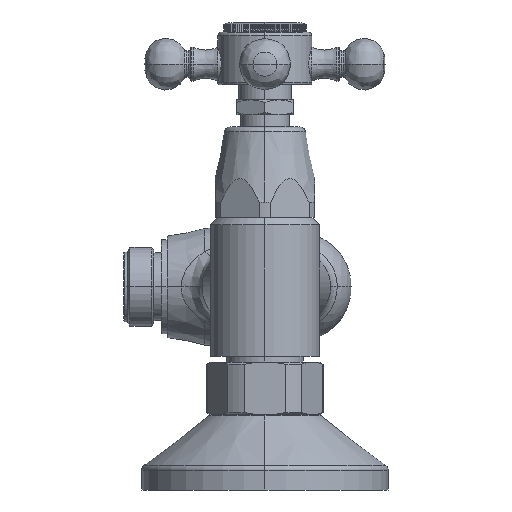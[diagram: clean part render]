
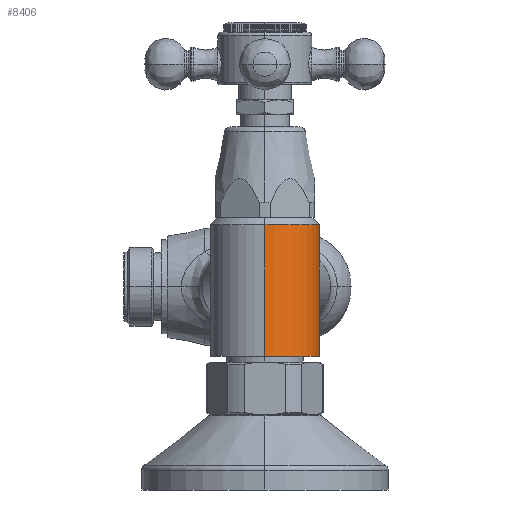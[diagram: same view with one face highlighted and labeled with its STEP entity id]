
A CAD part, left-side view. The second image highlights one B-rep face of the part: STEP entity #8406.
In plain terms, the highlighted cylindrical face has radius 14.5 mm (diameter 29 mm), a partial arc.
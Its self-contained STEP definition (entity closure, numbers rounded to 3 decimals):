
#1491=CARTESIAN_POINT('',(-79.,0.,16.5));
#1492=DIRECTION('',(0.,0.,1.));
#1493=DIRECTION('',(-1.,0.,0.));
#1494=AXIS2_PLACEMENT_3D('',#1491,#1492,#1493);
#1496=CARTESIAN_POINT('',(-79.,0.,13.));
#1497=DIRECTION('',(0.,0.,-1.));
#1498=DIRECTION('',(1.,0.,0.));
#1499=AXIS2_PLACEMENT_3D('',#1496,#1497,#1498);
#1501=CARTESIAN_POINT('',(-64.587,-1.588,
13.));
#1502=CARTESIAN_POINT('',(-64.613,-1.822,
13.));
#1503=CARTESIAN_POINT('',(-64.676,-2.292,
12.981));
#1504=CARTESIAN_POINT('',(-64.808,-3.001,
12.895));
#1505=CARTESIAN_POINT('',(-64.978,-3.715,
12.747));
#1506=CARTESIAN_POINT('',(-65.187,-4.432,
12.534));
#1507=CARTESIAN_POINT('',(-65.437,-5.148,
12.251));
#1508=CARTESIAN_POINT('',(-65.73,-5.861,
11.893));
#1509=CARTESIAN_POINT('',(-66.066,-6.571,
11.454));
#1510=CARTESIAN_POINT('',(-66.448,-7.274,
10.925));
#1511=CARTESIAN_POINT('',(-66.873,-7.962,
10.301));
#1512=CARTESIAN_POINT('',(-67.336,-8.627,
9.577));
#1513=CARTESIAN_POINT('',(-67.827,-9.253,
8.756));
#1514=CARTESIAN_POINT('',(-68.326,-9.824,
7.848));
#1515=CARTESIAN_POINT('',(-68.815,-10.328,
6.87));
#1516=CARTESIAN_POINT('',(-69.266,-10.752,
5.851));
#1517=CARTESIAN_POINT('',(-69.656,-11.091,
4.826));
#1518=CARTESIAN_POINT('',(-69.976,-11.351,
3.811));
#1519=CARTESIAN_POINT('',(-70.219,-11.54,
2.825));
#1520=CARTESIAN_POINT('',(-70.389,-11.666,
1.865));
#1521=CARTESIAN_POINT('',(-70.488,-11.739,
0.926));
#1522=CARTESIAN_POINT('',(-70.521,-11.763,
0.));
#1523=CARTESIAN_POINT('',(-70.488,-11.738,
-0.925));
#1524=CARTESIAN_POINT('',(-70.389,-11.667,
-1.863));
#1525=CARTESIAN_POINT('',(-70.22,-11.54,
-2.821));
#1526=CARTESIAN_POINT('',(-69.977,-11.352,
-3.806));
#1527=CARTESIAN_POINT('',(-69.658,-11.093,
-4.822));
#1528=CARTESIAN_POINT('',(-69.267,-10.753,
-5.849));
#1529=CARTESIAN_POINT('',(-68.816,-10.329,
-6.869));
#1530=CARTESIAN_POINT('',(-68.326,-9.823,
-7.849));
#1531=CARTESIAN_POINT('',(-67.825,-9.251,
-8.758));
#1532=CARTESIAN_POINT('',(-67.335,-8.625,
-9.58));
#1533=CARTESIAN_POINT('',(-66.872,-7.96,
-10.303));
#1534=CARTESIAN_POINT('',(-66.447,-7.273,
-10.926));
#1535=CARTESIAN_POINT('',(-66.066,-6.57,
-11.455));
#1536=CARTESIAN_POINT('',(-65.73,-5.861,
-11.893));
#1537=CARTESIAN_POINT('',(-65.437,-5.148,
-12.251));
#1538=CARTESIAN_POINT('',(-65.187,-4.432,
-12.534));
#1539=CARTESIAN_POINT('',(-64.978,-3.715,
-12.747));
#1540=CARTESIAN_POINT('',(-64.808,-3.001,
-12.895));
#1541=CARTESIAN_POINT('',(-64.676,-2.292,
-12.981));
#1542=CARTESIAN_POINT('',(-64.613,-1.822,
-13.));
#1543=CARTESIAN_POINT('',(-64.587,-1.588,
-13.));
#1545=CARTESIAN_POINT('',(-79.,0.,-13.));
#1546=DIRECTION('',(0.,0.,1.));
#1547=DIRECTION('',(0.994,-0.11,0.));
#1548=AXIS2_PLACEMENT_3D('',#1545,#1546,#1547);
#1550=DIRECTION('',(0.,0.,1.));
#1551=VECTOR('',#1550,35.);
#1552=CARTESIAN_POINT('',(-93.5,0.,-18.5));
#1553=LINE('',#1552,#1551);
#1587=DIRECTION('',(0.,0.,1.));
#1588=VECTOR('',#1587,5.5);
#1589=CARTESIAN_POINT('',(-64.5,0.,-18.5));
#1590=LINE('',#1589,#1588);
#1645=DIRECTION('',(0.,0.,1.));
#1646=VECTOR('',#1645,3.5);
#1647=CARTESIAN_POINT('',(-64.5,0.,13.));
#1648=LINE('',#1647,#1646);
#1654=CARTESIAN_POINT('',(-79.,0.,-18.5));
#1655=DIRECTION('',(0.,0.,1.));
#1656=DIRECTION('',(-1.,0.,0.));
#1657=AXIS2_PLACEMENT_3D('',#1654,#1655,#1656);
#5193=CARTESIAN_POINT('',(-64.5,0.,-18.5));
#5194=CARTESIAN_POINT('',(-93.5,0.,-18.5));
#5195=VERTEX_POINT('',#5193);
#5196=VERTEX_POINT('',#5194);
#5213=CARTESIAN_POINT('',(-64.5,0.,13.));
#5215=VERTEX_POINT('',#5213);
#5216=CARTESIAN_POINT('',(-64.587,-1.588,13.));
#5217=VERTEX_POINT('',#5216);
#5218=VERTEX_POINT('',#1543);
#5221=CARTESIAN_POINT('',(-64.5,0.,-13.));
#5222=VERTEX_POINT('',#5221);
#5273=CARTESIAN_POINT('',(-93.5,0.,16.5));
#5274=CARTESIAN_POINT('',(-64.5,0.,16.5));
#5275=VERTEX_POINT('',#5273);
#5276=VERTEX_POINT('',#5274);
#8384=CARTESIAN_POINT('',(-79.,0.,-18.5));
#8385=DIRECTION('',(0.,0.,1.));
#8386=DIRECTION('',(1.,0.,0.));
#8387=AXIS2_PLACEMENT_3D('',#8384,#8385,#8386);
#8388=CYLINDRICAL_SURFACE('',#8387,14.5);
#8390=ORIENTED_EDGE('',*,*,#8389,.T.);
#8392=ORIENTED_EDGE('',*,*,#8391,.F.);
#8393=ORIENTED_EDGE('',*,*,#8365,.T.);
#8395=ORIENTED_EDGE('',*,*,#8394,.T.);
#8397=ORIENTED_EDGE('',*,*,#8396,.T.);
#8399=ORIENTED_EDGE('',*,*,#8398,.F.);
#8401=ORIENTED_EDGE('',*,*,#8400,.F.);
#8403=ORIENTED_EDGE('',*,*,#8402,.T.);
#8404=EDGE_LOOP('',(#8390,#8392,#8393,#8395,#8397,#8399,#8401,#8403));
#8405=FACE_OUTER_BOUND('',#8404,.F.);
#8406=ADVANCED_FACE('',(#8405),#8388,.T.);
#1495=CIRCLE('',#1494,14.5);
#1500=CIRCLE('',#1499,14.5);
#1544=B_SPLINE_CURVE_WITH_KNOTS('',3,(#1501,#1502,#1503,#1504,#1505,#1506,#1507,
#1508,#1509,#1510,#1511,#1512,#1513,#1514,#1515,#1516,#1517,#1518,#1519,#1520,
#1521,#1522,#1523,#1524,#1525,#1526,#1527,#1528,#1529,#1530,#1531,#1532,#1533,
#1534,#1535,#1536,#1537,#1538,#1539,#1540,#1541,#1542,#1543),.UNSPECIFIED.,.F.,
.F.,(4,1,1,1,1,1,1,1,1,1,1,1,1,1,1,1,1,1,1,1,1,1,1,1,1,1,1,1,1,1,1,1,1,1,1,1,1,
1,1,1,4),(0.,0.025,0.05,0.075,0.1,0.125,0.15,0.175,0.2,0.225,
0.25,0.275,0.3,0.325,0.35,0.375,0.4,0.425,0.45,0.475,0.5,
0.525,0.55,0.575,0.6,0.625,0.65,0.675,0.7,0.725,0.75,
0.775,0.8,0.825,0.85,0.875,0.9,0.925,0.95,0.975,1.),
.UNSPECIFIED.);
#1549=CIRCLE('',#1548,14.5);
#1658=CIRCLE('',#1657,14.5);
#8365=EDGE_CURVE('',#5215,#5217,#1500,.T.);
#8389=EDGE_CURVE('',#5275,#5276,#1495,.T.);
#8391=EDGE_CURVE('',#5215,#5276,#1648,.T.);
#8394=EDGE_CURVE('',#5217,#5218,#1544,.T.);
#8396=EDGE_CURVE('',#5218,#5222,#1549,.T.);
#8398=EDGE_CURVE('',#5195,#5222,#1590,.T.);
#8400=EDGE_CURVE('',#5196,#5195,#1658,.T.);
#8402=EDGE_CURVE('',#5196,#5275,#1553,.T.);
